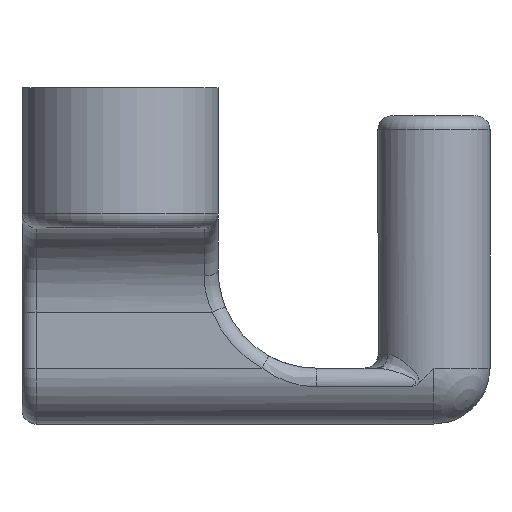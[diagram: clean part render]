
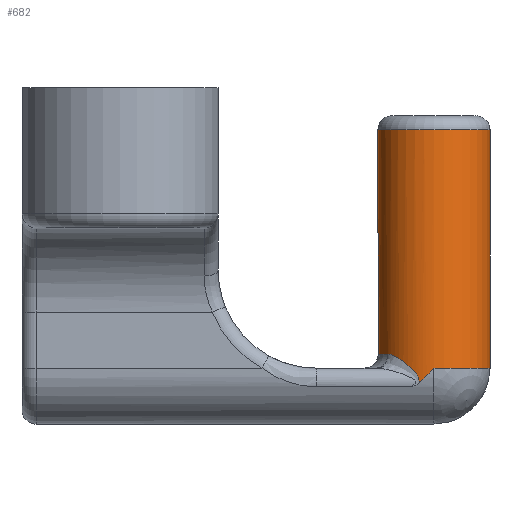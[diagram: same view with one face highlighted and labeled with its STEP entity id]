
A CAD part, left-side view. The second image highlights one B-rep face of the part: STEP entity #682.
In plain terms, the highlighted cylindrical face has radius 2 mm (diameter 4 mm), a full revolution.
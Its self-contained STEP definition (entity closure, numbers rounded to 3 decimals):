
#29=LINE('',#1374,#62);
#62=VECTOR('',#854,2.);
#95=ELLIPSE('',#745,2.828,2.);
#96=ELLIPSE('',#748,2.828,2.);
#97=CYLINDRICAL_SURFACE('',#744,2.);
#129=FACE_OUTER_BOUND('',#175,.T.);
#175=EDGE_LOOP('',(#473,#474,#475,#476,#477,#478,#479,#480,#481));
#223=B_SPLINE_CURVE_WITH_KNOTS('',3,(#1222,#1223,#1224,#1225,#1226,#1227,
#1228,#1229,#1230,#1231,#1232,#1233,#1234,#1235,#1236),.UNSPECIFIED.,.F.,
 .F.,(4,1,1,1,1,1,1,1,1,1,1,1,4),(0.096,0.131,0.132,
0.133,0.134,0.135,0.14,
0.149,0.167,0.176,0.185,
0.203,0.312),.UNSPECIFIED.);
#226=B_SPLINE_CURVE_WITH_KNOTS('',3,(#1355,#1356,#1357,#1358,#1359,#1360,
#1361,#1362,#1363,#1364,#1365,#1366,#1367,#1368,#1369),.UNSPECIFIED.,.F.,
 .F.,(4,1,1,1,1,1,1,1,1,1,1,1,4),(-0.312,-0.203,
-0.185,-0.176,-0.167,-0.149,
-0.14,-0.135,-0.134,-0.133,
-0.132,-0.131,-0.096),
 .UNSPECIFIED.);
#238=CIRCLE('',#743,2.);
#239=CIRCLE('',#746,2.);
#240=CIRCLE('',#747,2.);
#292=VERTEX_POINT('',#1157);
#295=VERTEX_POINT('',#1178);
#296=VERTEX_POINT('',#1238);
#298=VERTEX_POINT('',#1328);
#300=VERTEX_POINT('',#1371);
#301=VERTEX_POINT('',#1373);
#302=VERTEX_POINT('',#1376);
#358=EDGE_CURVE('',#295,#292,#223,.T.);
#361=EDGE_CURVE('',#292,#296,#238,.T.);
#364=EDGE_CURVE('',#296,#298,#226,.T.);
#365=EDGE_CURVE('',#295,#300,#95,.T.);
#366=EDGE_CURVE('',#300,#301,#29,.T.);
#367=EDGE_CURVE('',#301,#301,#239,.T.);
#368=EDGE_CURVE('',#302,#300,#240,.T.);
#369=EDGE_CURVE('',#302,#298,#96,.T.);
#473=ORIENTED_EDGE('',*,*,#364,.F.);
#474=ORIENTED_EDGE('',*,*,#361,.F.);
#475=ORIENTED_EDGE('',*,*,#358,.F.);
#476=ORIENTED_EDGE('',*,*,#365,.T.);
#477=ORIENTED_EDGE('',*,*,#366,.T.);
#478=ORIENTED_EDGE('',*,*,#367,.F.);
#479=ORIENTED_EDGE('',*,*,#366,.F.);
#480=ORIENTED_EDGE('',*,*,#368,.F.);
#481=ORIENTED_EDGE('',*,*,#369,.T.);
#682=ADVANCED_FACE('',(#129),#97,.T.);
#743=AXIS2_PLACEMENT_3D('',#1242,#848,#849);
#744=AXIS2_PLACEMENT_3D('',#1370,#850,#851);
#745=AXIS2_PLACEMENT_3D('',#1372,#852,#853);
#746=AXIS2_PLACEMENT_3D('',#1375,#855,#856);
#747=AXIS2_PLACEMENT_3D('',#1377,#857,#858);
#748=AXIS2_PLACEMENT_3D('',#1378,#859,#860);
#848=DIRECTION('center_axis',(0.,0.,-1.));
#849=DIRECTION('ref_axis',(0.,1.,0.));
#850=DIRECTION('center_axis',(0.,0.,-1.));
#851=DIRECTION('ref_axis',(1.,0.,0.));
#852=DIRECTION('center_axis',(0.,0.707,0.707));
#853=DIRECTION('ref_axis',(0.,-0.707,0.707));
#854=DIRECTION('',(0.,0.,1.));
#855=DIRECTION('center_axis',(0.,0.,1.));
#856=DIRECTION('ref_axis',(1.,0.,0.));
#857=DIRECTION('center_axis',(0.,0.,-1.));
#858=DIRECTION('ref_axis',(1.,0.,0.));
#859=DIRECTION('center_axis',(0.,0.707,0.707));
#860=DIRECTION('ref_axis',(0.,-0.707,0.707));
#1157=CARTESIAN_POINT('',(-39.631,-9.551,-6.));
#1178=CARTESIAN_POINT('',(-40.431,-10.68,-7.02));
#1222=CARTESIAN_POINT('Ctrl Pts',(-40.431,-10.68,-7.02));
#1223=CARTESIAN_POINT('Ctrl Pts',(-40.433,-10.685,-6.907));
#1224=CARTESIAN_POINT('Ctrl Pts',(-40.417,-10.628,-6.791));
#1225=CARTESIAN_POINT('Ctrl Pts',(-40.396,-10.563,-6.703));
#1226=CARTESIAN_POINT('Ctrl Pts',(-40.394,-10.557,-6.695));
#1227=CARTESIAN_POINT('Ctrl Pts',(-40.392,-10.551,-6.687));
#1228=CARTESIAN_POINT('Ctrl Pts',(-40.387,-10.539,-6.671));
#1229=CARTESIAN_POINT('Ctrl Pts',(-40.378,-10.512,-6.638));
#1230=CARTESIAN_POINT('Ctrl Pts',(-40.355,-10.452,-6.569));
#1231=CARTESIAN_POINT('Ctrl Pts',(-40.325,-10.381,-6.497));
#1232=CARTESIAN_POINT('Ctrl Pts',(-40.29,-10.308,-6.43));
#1233=CARTESIAN_POINT('Ctrl Pts',(-40.253,-10.236,-6.366));
#1234=CARTESIAN_POINT('Ctrl Pts',(-40.096,-9.963,-6.145));
#1235=CARTESIAN_POINT('Ctrl Pts',(-39.87,-9.715,-6.));
#1236=CARTESIAN_POINT('Ctrl Pts',(-39.631,-9.551,-6.));
#1238=CARTESIAN_POINT('',(-37.369,-9.551,-6.));
#1242=CARTESIAN_POINT('Origin',(-38.5,-11.2,-6.));
#1328=CARTESIAN_POINT('',(-36.569,-10.68,-7.02));
#1355=CARTESIAN_POINT('Ctrl Pts',(-37.369,-9.551,-6.));
#1356=CARTESIAN_POINT('Ctrl Pts',(-37.13,-9.715,-6.));
#1357=CARTESIAN_POINT('Ctrl Pts',(-36.904,-9.963,-6.145));
#1358=CARTESIAN_POINT('Ctrl Pts',(-36.747,-10.236,-6.366));
#1359=CARTESIAN_POINT('Ctrl Pts',(-36.71,-10.308,-6.43));
#1360=CARTESIAN_POINT('Ctrl Pts',(-36.675,-10.381,-6.497));
#1361=CARTESIAN_POINT('Ctrl Pts',(-36.645,-10.452,-6.569));
#1362=CARTESIAN_POINT('Ctrl Pts',(-36.622,-10.512,-6.638));
#1363=CARTESIAN_POINT('Ctrl Pts',(-36.613,-10.539,-6.672));
#1364=CARTESIAN_POINT('Ctrl Pts',(-36.608,-10.551,-6.688));
#1365=CARTESIAN_POINT('Ctrl Pts',(-36.606,-10.558,-6.695));
#1366=CARTESIAN_POINT('Ctrl Pts',(-36.604,-10.563,-6.704));
#1367=CARTESIAN_POINT('Ctrl Pts',(-36.583,-10.628,-6.791));
#1368=CARTESIAN_POINT('Ctrl Pts',(-36.567,-10.685,-6.908));
#1369=CARTESIAN_POINT('Ctrl Pts',(-36.569,-10.68,-7.02));
#1370=CARTESIAN_POINT('Origin',(-38.5,-11.2,-6.5));
#1371=CARTESIAN_POINT('',(-40.5,-11.2,-6.5));
#1372=CARTESIAN_POINT('Origin',(-38.5,-11.2,-6.5));
#1373=CARTESIAN_POINT('',(-40.5,-11.2,2.));
#1374=CARTESIAN_POINT('',(-40.5,-11.2,-6.5));
#1375=CARTESIAN_POINT('Origin',(-38.5,-11.2,2.));
#1376=CARTESIAN_POINT('',(-36.5,-11.2,-6.5));
#1377=CARTESIAN_POINT('Origin',(-38.5,-11.2,-6.5));
#1378=CARTESIAN_POINT('Origin',(-38.5,-11.2,-6.5));
